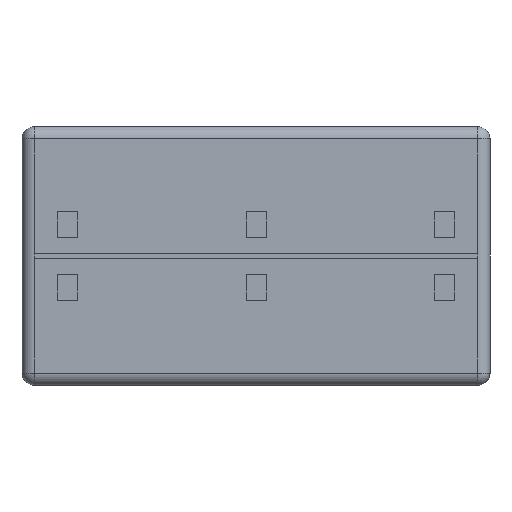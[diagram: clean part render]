
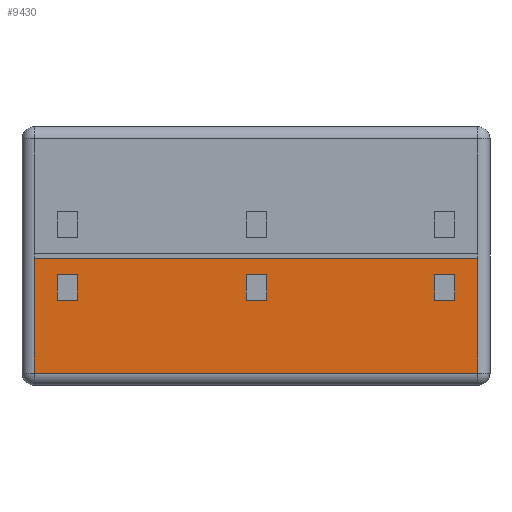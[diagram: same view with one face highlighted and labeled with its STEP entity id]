
A CAD part, left-side view. The second image highlights one B-rep face of the part: STEP entity #9430.
In plain terms, the highlighted planar face has unit normal (-1, 0, 0).
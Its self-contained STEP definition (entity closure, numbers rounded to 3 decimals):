
#402=FACE_BOUND('',#1181,.T.);
#403=FACE_BOUND('',#1182,.T.);
#404=FACE_BOUND('',#1183,.T.);
#629=FACE_OUTER_BOUND('',#1180,.T.);
#1180=EDGE_LOOP('',(#7111,#7112,#7113,#7114));
#1181=EDGE_LOOP('',(#7115,#7116,#7117,#7118));
#1182=EDGE_LOOP('',(#7119,#7120,#7121,#7122));
#1183=EDGE_LOOP('',(#7123,#7124,#7125,#7126));
#2044=LINE('',#14081,#3217);
#2056=LINE('',#14105,#3229);
#2057=LINE('',#14107,#3230);
#2058=LINE('',#14108,#3231);
#2059=LINE('',#14111,#3232);
#2060=LINE('',#14113,#3233);
#2061=LINE('',#14115,#3234);
#2062=LINE('',#14116,#3235);
#2063=LINE('',#14119,#3236);
#2064=LINE('',#14121,#3237);
#2065=LINE('',#14123,#3238);
#2066=LINE('',#14124,#3239);
#2067=LINE('',#14127,#3240);
#2068=LINE('',#14129,#3241);
#2069=LINE('',#14131,#3242);
#2070=LINE('',#14132,#3243);
#3217=VECTOR('',#11380,10.);
#3229=VECTOR('',#11402,10.);
#3230=VECTOR('',#11403,10.);
#3231=VECTOR('',#11404,10.);
#3232=VECTOR('',#11405,10.);
#3233=VECTOR('',#11406,10.);
#3234=VECTOR('',#11407,10.);
#3235=VECTOR('',#11408,10.);
#3236=VECTOR('',#11409,10.);
#3237=VECTOR('',#11410,10.);
#3238=VECTOR('',#11411,10.);
#3239=VECTOR('',#11412,10.);
#3240=VECTOR('',#11413,10.);
#3241=VECTOR('',#11414,10.);
#3242=VECTOR('',#11415,10.);
#3243=VECTOR('',#11416,10.);
#4245=VERTEX_POINT('',#14079);
#4246=VERTEX_POINT('',#14080);
#4253=VERTEX_POINT('',#14104);
#4254=VERTEX_POINT('',#14106);
#4255=VERTEX_POINT('',#14109);
#4256=VERTEX_POINT('',#14110);
#4257=VERTEX_POINT('',#14112);
#4258=VERTEX_POINT('',#14114);
#4259=VERTEX_POINT('',#14117);
#4260=VERTEX_POINT('',#14118);
#4261=VERTEX_POINT('',#14120);
#4262=VERTEX_POINT('',#14122);
#4263=VERTEX_POINT('',#14125);
#4264=VERTEX_POINT('',#14126);
#4265=VERTEX_POINT('',#14128);
#4266=VERTEX_POINT('',#14130);
#5284=EDGE_CURVE('',#4245,#4246,#2044,.T.);
#5296=EDGE_CURVE('',#4253,#4246,#2056,.T.);
#5297=EDGE_CURVE('',#4254,#4253,#2057,.T.);
#5298=EDGE_CURVE('',#4245,#4254,#2058,.T.);
#5299=EDGE_CURVE('',#4255,#4256,#2059,.T.);
#5300=EDGE_CURVE('',#4256,#4257,#2060,.T.);
#5301=EDGE_CURVE('',#4257,#4258,#2061,.T.);
#5302=EDGE_CURVE('',#4258,#4255,#2062,.T.);
#5303=EDGE_CURVE('',#4259,#4260,#2063,.T.);
#5304=EDGE_CURVE('',#4260,#4261,#2064,.T.);
#5305=EDGE_CURVE('',#4261,#4262,#2065,.T.);
#5306=EDGE_CURVE('',#4262,#4259,#2066,.T.);
#5307=EDGE_CURVE('',#4263,#4264,#2067,.T.);
#5308=EDGE_CURVE('',#4264,#4265,#2068,.T.);
#5309=EDGE_CURVE('',#4265,#4266,#2069,.T.);
#5310=EDGE_CURVE('',#4266,#4263,#2070,.T.);
#7111=ORIENTED_EDGE('',*,*,#5284,.T.);
#7112=ORIENTED_EDGE('',*,*,#5296,.F.);
#7113=ORIENTED_EDGE('',*,*,#5297,.F.);
#7114=ORIENTED_EDGE('',*,*,#5298,.F.);
#7115=ORIENTED_EDGE('',*,*,#5299,.T.);
#7116=ORIENTED_EDGE('',*,*,#5300,.T.);
#7117=ORIENTED_EDGE('',*,*,#5301,.T.);
#7118=ORIENTED_EDGE('',*,*,#5302,.T.);
#7119=ORIENTED_EDGE('',*,*,#5303,.T.);
#7120=ORIENTED_EDGE('',*,*,#5304,.T.);
#7121=ORIENTED_EDGE('',*,*,#5305,.T.);
#7122=ORIENTED_EDGE('',*,*,#5306,.T.);
#7123=ORIENTED_EDGE('',*,*,#5307,.T.);
#7124=ORIENTED_EDGE('',*,*,#5308,.T.);
#7125=ORIENTED_EDGE('',*,*,#5309,.T.);
#7126=ORIENTED_EDGE('',*,*,#5310,.T.);
#8974=PLANE('',#10008);
#9430=ADVANCED_FACE('',(#629,#402,#403,#404),#8974,.T.);
#10008=AXIS2_PLACEMENT_3D('',#14103,#11400,#11401);
#11380=DIRECTION('',(0.,1.,0.));
#11400=DIRECTION('center_axis',(-1.,0.,0.));
#11401=DIRECTION('ref_axis',(0.,-1.,0.));
#11402=DIRECTION('',(0.,0.,1.));
#11403=DIRECTION('',(0.,1.,0.));
#11404=DIRECTION('',(0.,0.,-1.));
#11405=DIRECTION('',(0.,1.,0.));
#11406=DIRECTION('',(0.,0.,1.));
#11407=DIRECTION('',(0.,-1.,0.));
#11408=DIRECTION('',(0.,0.,-1.));
#11409=DIRECTION('',(0.,-1.,0.));
#11410=DIRECTION('',(0.,0.,-1.));
#11411=DIRECTION('',(0.,1.,0.));
#11412=DIRECTION('',(0.,0.,1.));
#11413=DIRECTION('',(0.,0.,-1.));
#11414=DIRECTION('',(0.,1.,0.));
#11415=DIRECTION('',(0.,0.,1.));
#11416=DIRECTION('',(0.,-1.,0.));
#14079=CARTESIAN_POINT('',(-25.175,-18.15,10.41));
#14080=CARTESIAN_POINT('',(-25.175,18.15,10.41));
#14081=CARTESIAN_POINT('',(-25.175,18.65,10.41));
#14103=CARTESIAN_POINT('Origin',(-25.175,19.15,0.));
#14104=CARTESIAN_POINT('',(-25.175,18.15,1.));
#14105=CARTESIAN_POINT('',(-25.175,18.15,0.));
#14106=CARTESIAN_POINT('',(-25.175,-18.15,1.));
#14107=CARTESIAN_POINT('',(-25.175,9.575,1.));
#14108=CARTESIAN_POINT('',(-25.175,-18.15,0.));
#14109=CARTESIAN_POINT('',(-25.175,14.635,6.96));
#14110=CARTESIAN_POINT('',(-25.175,16.281,6.96));
#14111=CARTESIAN_POINT('',(-25.175,17.715,6.96));
#14112=CARTESIAN_POINT('',(-25.175,16.281,9.082));
#14113=CARTESIAN_POINT('',(-25.175,16.281,4.541));
#14114=CARTESIAN_POINT('',(-25.175,14.635,9.082));
#14115=CARTESIAN_POINT('',(-25.175,16.892,9.082));
#14116=CARTESIAN_POINT('',(-25.175,14.635,3.48));
#14117=CARTESIAN_POINT('',(-25.175,-14.635,9.082));
#14118=CARTESIAN_POINT('',(-25.175,-16.281,9.082));
#14119=CARTESIAN_POINT('',(-25.175,1.435,9.082));
#14120=CARTESIAN_POINT('',(-25.175,-16.281,6.96));
#14121=CARTESIAN_POINT('',(-25.175,-16.281,3.48));
#14122=CARTESIAN_POINT('',(-25.175,-14.635,6.96));
#14123=CARTESIAN_POINT('',(-25.175,2.258,6.96));
#14124=CARTESIAN_POINT('',(-25.175,-14.635,4.541));
#14125=CARTESIAN_POINT('',(-25.175,-0.868,9.082));
#14126=CARTESIAN_POINT('',(-25.175,-0.868,6.96));
#14127=CARTESIAN_POINT('',(-25.175,-0.868,3.48));
#14128=CARTESIAN_POINT('',(-25.175,0.778,6.96));
#14129=CARTESIAN_POINT('',(-25.175,9.964,6.96));
#14130=CARTESIAN_POINT('',(-25.175,0.778,9.082));
#14131=CARTESIAN_POINT('',(-25.175,0.778,4.541));
#14132=CARTESIAN_POINT('',(-25.175,9.141,9.082));
